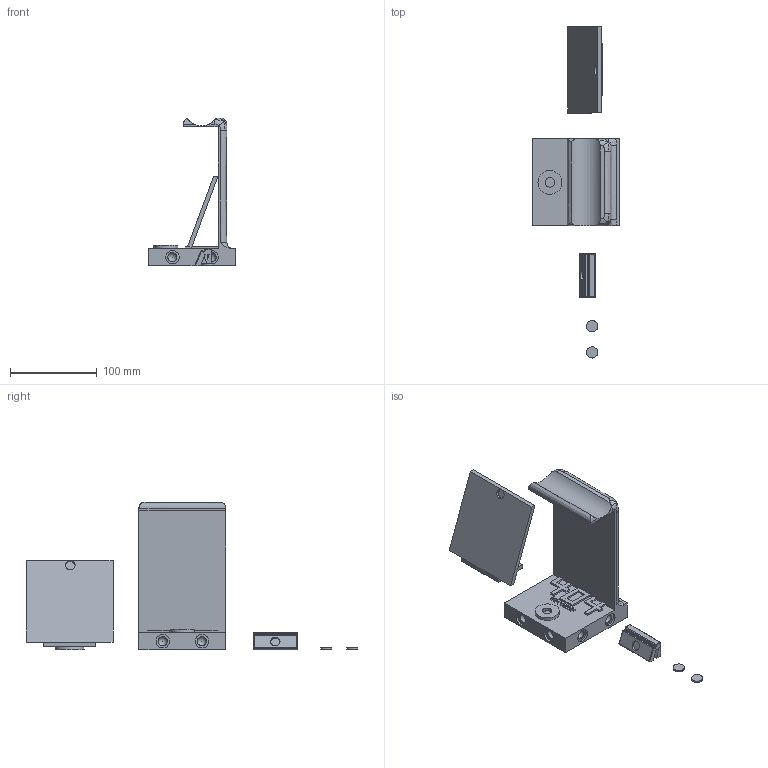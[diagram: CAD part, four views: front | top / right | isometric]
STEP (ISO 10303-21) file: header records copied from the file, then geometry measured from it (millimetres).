
FILE_DESCRIPTION(/* description */ (''),/* implementation_level */ '2;1');
FILE_NAME(/* name */ 'The-HangerPhone.step',/* time_stamp */ '2025-08-22T16:20:45+05:30',/* author */ (''),/* organization */ (''),/* preprocessor_version */ 'ST-DEVELOPER v20.1',/* originating_system */ 'Autodesk Translation Framework v14.10.0.0',/* authorisation */ '');
FILE_SCHEMA (('AUTOMOTIVE_DESIGN { 1 0 10303 214 3 1 1 }'));
Length unit declared in the file: millimetre
Products named in the file (2): 2025-08-20-11-59-20-719; 2025-08-20-12-28-03-155
Assembly tree (1 placements, depth 2):
  2025-08-20-11-59-20-719
    2025-08-20-12-28-03-155
Bounding box: 100 x 381.62 x 170 mm (x, y, z)
Volume: 377959.7 mm3; surface area: 111640 mm2
Topology: 15 solids, 15 shells, 295 faces, 703 edges, 454 vertices
Faces by surface type: plane 188, bspline 73, cylinder 24, sphere 8, cone 2
Full cylindrical faces by diameter (mm): 10.5 x8, 11 x3, 13 x3, 15.5 x8, 27.5 x1
Entity records: 14086 total; most frequent: CARTESIAN_POINT 7746, ORIENTED_EDGE 1390, DIRECTION 1015, EDGE_CURVE 695, VERTEX_POINT 454, LINE 427, VECTOR 427, EDGE_LOOP 327
